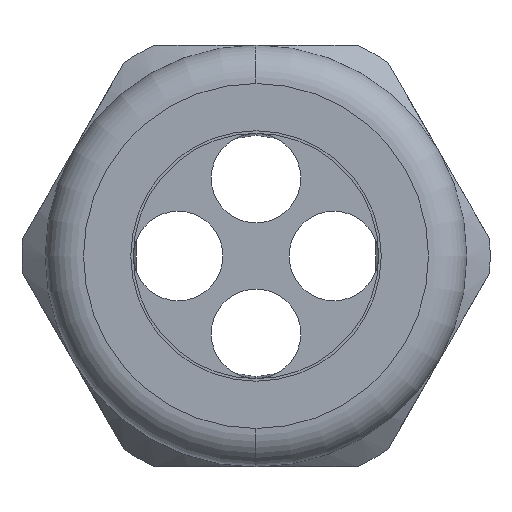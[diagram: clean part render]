
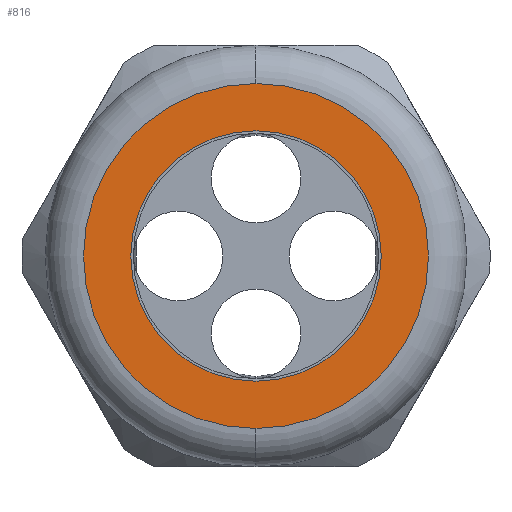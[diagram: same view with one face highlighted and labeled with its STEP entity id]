
A CAD part, left-side view. The second image highlights one B-rep face of the part: STEP entity #816.
In plain terms, the highlighted planar face has unit normal (-1, 0, 0).
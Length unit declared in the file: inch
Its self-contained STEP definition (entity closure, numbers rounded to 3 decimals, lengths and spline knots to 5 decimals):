
#99 = CARTESIAN_POINT ( 'NONE',  ( -1.84, 0., 0. ) ) ;
#167 = DIRECTION ( 'NONE',  ( -1., 0., 0. ) ) ;
#259 = DIRECTION ( 'NONE',  ( 0., 0., 1. ) ) ;
#809 = ORIENTED_EDGE ( 'NONE', *, *, #1074, .T. ) ;
#810 = ORIENTED_EDGE ( 'NONE', *, *, #938, .T. ) ;
#811 = EDGE_LOOP ( 'NONE', ( #810, #809 ) ) ;
#814 = EDGE_CURVE ( 'NONE', #1014, #1022, #3414, .T. ) ;
#815 = EDGE_LOOP ( 'NONE', ( #818, #817 ) ) ;
#816 = ADVANCED_FACE ( 'NONE', ( #3469, #3468 ), #3467, .T. ) ;
#817 = ORIENTED_EDGE ( 'NONE', *, *, #814, .T. ) ;
#818 = ORIENTED_EDGE ( 'NONE', *, *, #1017, .T. ) ;
#938 = EDGE_CURVE ( 'NONE', #1077, #1075, #3614, .T. ) ;
#1014 = VERTEX_POINT ( 'NONE', #3735 ) ;
#1017 = EDGE_CURVE ( 'NONE', #1022, #1014, #3477, .T. ) ;
#1022 = VERTEX_POINT ( 'NONE', #4206 ) ;
#1074 = EDGE_CURVE ( 'NONE', #1075, #1077, #4299, .T. ) ;
#1075 = VERTEX_POINT ( 'NONE', #4295 ) ;
#1077 = VERTEX_POINT ( 'NONE', #4294 ) ;
#3218 = AXIS2_PLACEMENT_3D ( 'NONE', #99, #167, #259 ) ;
#3414 = CIRCLE ( 'NONE', #3473, 0.675 ) ;
#3463 = DIRECTION ( 'NONE',  ( 0., 0., 1. ) ) ;
#3464 = DIRECTION ( 'NONE',  ( -1., 0., 0. ) ) ;
#3465 = CARTESIAN_POINT ( 'NONE',  ( -1.84, 0.825, 0. ) ) ;
#3466 = AXIS2_PLACEMENT_3D ( 'NONE', #3465, #3464, #3463 ) ;
#3467 = PLANE ( 'NONE',  #3466 ) ;
#3468 = FACE_BOUND ( 'NONE', #811, .T. ) ;
#3469 = FACE_OUTER_BOUND ( 'NONE', #815, .T. ) ;
#3470 = DIRECTION ( 'NONE',  ( 0., 0., 1. ) ) ;
#3471 = DIRECTION ( 'NONE',  ( -1., 0., 0. ) ) ;
#3472 = CARTESIAN_POINT ( 'NONE',  ( -1.84, 0., 0. ) ) ;
#3473 = AXIS2_PLACEMENT_3D ( 'NONE', #3472, #3471, #3470 ) ;
#3477 = CIRCLE ( 'NONE', #3218, 0.675 ) ;
#3610 = DIRECTION ( 'NONE',  ( 0., 0., -1. ) ) ;
#3611 = DIRECTION ( 'NONE',  ( 1., 0., 0. ) ) ;
#3612 = CARTESIAN_POINT ( 'NONE',  ( -1.84, 0., 0. ) ) ;
#3613 = AXIS2_PLACEMENT_3D ( 'NONE', #3612, #3611, #3610 ) ;
#3614 = CIRCLE ( 'NONE', #3613, 0.49 ) ;
#3735 = CARTESIAN_POINT ( 'NONE',  ( -1.84, 0., -0.675 ) ) ;
#4206 = CARTESIAN_POINT ( 'NONE',  ( -1.84, 0., 0.675 ) ) ;
#4294 = CARTESIAN_POINT ( 'NONE',  ( -1.84, 0., -0.49 ) ) ;
#4295 = CARTESIAN_POINT ( 'NONE',  ( -1.84, 0., 0.49 ) ) ;
#4296 = DIRECTION ( 'NONE',  ( 0., 0., -1. ) ) ;
#4297 = DIRECTION ( 'NONE',  ( 1., 0., 0. ) ) ;
#4298 = AXIS2_PLACEMENT_3D ( 'NONE', #4303, #4297, #4296 ) ;
#4299 = CIRCLE ( 'NONE', #4298, 0.49 ) ;
#4303 = CARTESIAN_POINT ( 'NONE',  ( -1.84, 0., 0. ) ) ;
